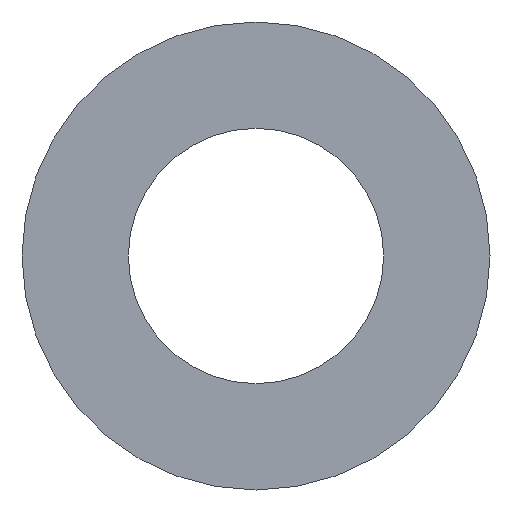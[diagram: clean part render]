
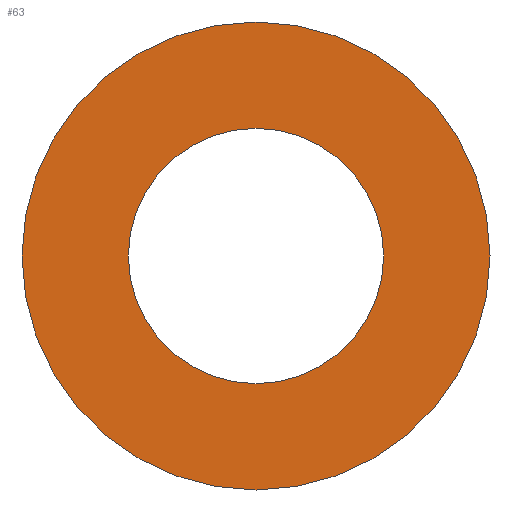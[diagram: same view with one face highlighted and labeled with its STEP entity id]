
A CAD part, front view. The second image highlights one B-rep face of the part: STEP entity #63.
In plain terms, the highlighted planar face has unit normal (0, -1, 0).
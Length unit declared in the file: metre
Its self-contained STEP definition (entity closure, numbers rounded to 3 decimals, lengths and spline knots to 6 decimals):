
#23=FACE_BOUND('',#31,.T.);
#25=FACE_OUTER_BOUND('',#30,.T.);
#30=EDGE_LOOP('',(#50));
#31=EDGE_LOOP('',(#51));
#36=CIRCLE('',#84,0.00275);
#37=CIRCLE('',#85,0.0015);
#40=VERTEX_POINT('',#115);
#41=VERTEX_POINT('',#117);
#44=EDGE_CURVE('',#40,#40,#36,.T.);
#45=EDGE_CURVE('',#41,#41,#37,.T.);
#50=ORIENTED_EDGE('',*,*,#44,.F.);
#51=ORIENTED_EDGE('',*,*,#45,.T.);
#61=PLANE('',#83);
#63=ADVANCED_FACE('',(#25,#23),#61,.F.);
#83=AXIS2_PLACEMENT_3D('',#114,#96,#97);
#84=AXIS2_PLACEMENT_3D('',#116,#98,#99);
#85=AXIS2_PLACEMENT_3D('',#118,#100,#101);
#96=DIRECTION('center_axis',(0.,1.,0.));
#97=DIRECTION('ref_axis',(0.,0.,1.));
#98=DIRECTION('center_axis',(0.,1.,0.));
#99=DIRECTION('ref_axis',(0.,0.,1.));
#100=DIRECTION('center_axis',(0.,1.,0.));
#101=DIRECTION('ref_axis',(0.,0.,1.));
#114=CARTESIAN_POINT('Origin',(0.,0.,0.));
#115=CARTESIAN_POINT('',(0.,0.,0.00275));
#116=CARTESIAN_POINT('Origin',(0.,0.,0.));
#117=CARTESIAN_POINT('',(0.,0.,0.0015));
#118=CARTESIAN_POINT('Origin',(0.,0.,0.));
